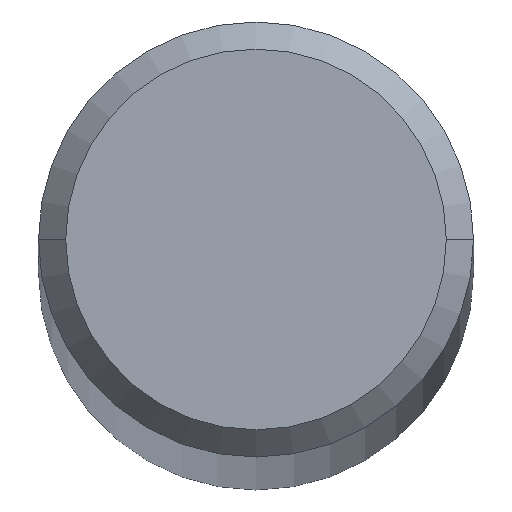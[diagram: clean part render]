
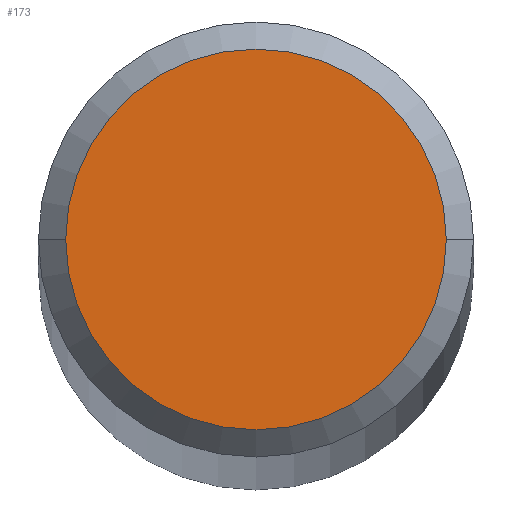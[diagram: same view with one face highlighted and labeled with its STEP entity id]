
A CAD part, top view. The second image highlights one B-rep face of the part: STEP entity #173.
In plain terms, the highlighted planar face has unit normal (0, 0, 1).
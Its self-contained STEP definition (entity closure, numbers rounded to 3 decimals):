
#18 = ORIENTED_EDGE ( 'NONE', *, *, #143, .T. ) ;
#21 = CARTESIAN_POINT ( 'NONE',  ( 3.5, 0., 174. ) ) ;
#27 = FACE_OUTER_BOUND ( 'NONE', #265, .T. ) ;
#33 = EDGE_CURVE ( 'NONE', #138, #172, #58, .T. ) ;
#44 = DIRECTION ( 'NONE',  ( 1., 0., 0. ) ) ;
#58 = CIRCLE ( 'NONE', #137, 3.5 ) ;
#68 = PLANE ( 'NONE',  #166 ) ;
#89 = DIRECTION ( 'NONE',  ( 0., 0., 1. ) ) ;
#137 = AXIS2_PLACEMENT_3D ( 'NONE', #204, #195, #211 ) ;
#138 = VERTEX_POINT ( 'NONE', #21 ) ;
#143 = EDGE_CURVE ( 'NONE', #172, #138, #193, .T. ) ;
#166 = AXIS2_PLACEMENT_3D ( 'NONE', #217, #89, #237 ) ;
#172 = VERTEX_POINT ( 'NONE', #197 ) ;
#173 = ADVANCED_FACE ( 'NONE', ( #27 ), #68, .T. ) ;
#193 = CIRCLE ( 'NONE', #206, 3.5 ) ;
#195 = DIRECTION ( 'NONE',  ( 0., 0., 1. ) ) ;
#197 = CARTESIAN_POINT ( 'NONE',  ( -3.5, 0., 174. ) ) ;
#204 = CARTESIAN_POINT ( 'NONE',  ( 0., 0., 174. ) ) ;
#206 = AXIS2_PLACEMENT_3D ( 'NONE', #243, #241, #44 ) ;
#211 = DIRECTION ( 'NONE',  ( 1., 0., 0. ) ) ;
#217 = CARTESIAN_POINT ( 'NONE',  ( 0., 0., 174. ) ) ;
#237 = DIRECTION ( 'NONE',  ( 1., 0., 0. ) ) ;
#241 = DIRECTION ( 'NONE',  ( 0., 0., 1. ) ) ;
#243 = CARTESIAN_POINT ( 'NONE',  ( 0., 0., 174. ) ) ;
#256 = ORIENTED_EDGE ( 'NONE', *, *, #33, .T. ) ;
#265 = EDGE_LOOP ( 'NONE', ( #18, #256 ) ) ;
